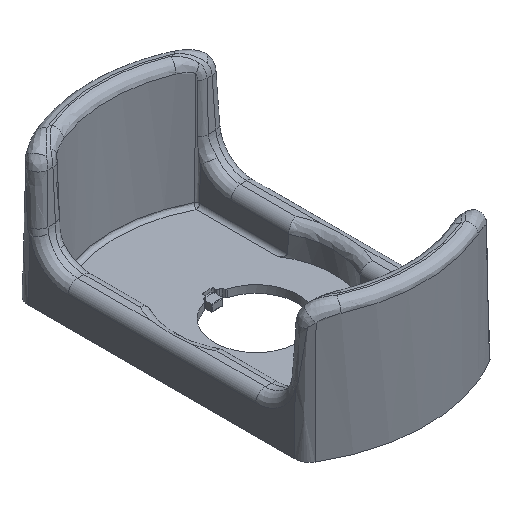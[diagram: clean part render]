
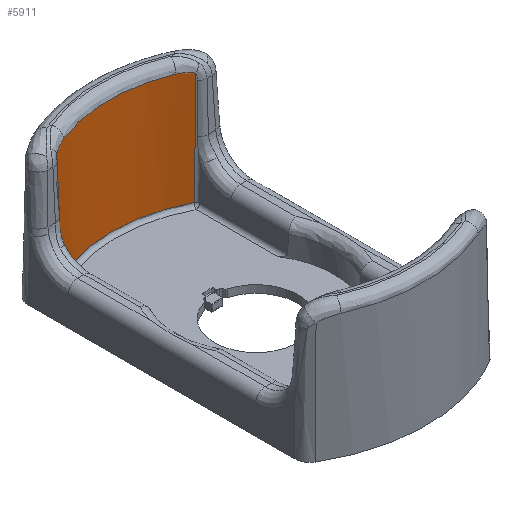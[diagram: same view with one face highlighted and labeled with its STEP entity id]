
A CAD part, isometric view. The second image highlights one B-rep face of the part: STEP entity #5911.
In plain terms, the highlighted free-form (B-spline) face has degree [3, 1] with [4, 2] control points.
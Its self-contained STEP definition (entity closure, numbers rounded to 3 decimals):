
#18 = CARTESIAN_POINT ( 'NONE',  ( 17.49, 33.769, 2.97 ) ) ;
#70 = CARTESIAN_POINT ( 'NONE',  ( 17.785, 33.942, 12.579 ) ) ;
#79 = CARTESIAN_POINT ( 'NONE',  ( -1.275, 38.926, 32.576 ) ) ;
#192 = ORIENTED_EDGE ( 'NONE', *, *, #2328, .F. ) ;
#203 = CARTESIAN_POINT ( 'NONE',  ( -6.002, 37.56, 2.97 ) ) ;
#204 = CARTESIAN_POINT ( 'NONE',  ( 18.111, 34.437, 31.963 ) ) ;
#213 = CARTESIAN_POINT ( 'NONE',  ( -17.833, 34.586, 32.087 ) ) ;
#241 = CARTESIAN_POINT ( 'NONE',  ( 16.958, 35.033, 32.363 ) ) ;
#321 = CARTESIAN_POINT ( 'NONE',  ( 14.823, 35.993, 32.576 ) ) ;
#378 = EDGE_CURVE ( 'NONE', #2829, #3777, #3605, .T. ) ;
#460 = VERTEX_POINT ( 'NONE', #1564 ) ;
#552 = EDGE_CURVE ( 'NONE', #2522, #6422, #5046, .T. ) ;
#625 =( BOUNDED_SURFACE ( )  B_SPLINE_SURFACE ( 3, 1, ( 
 ( #2716, #5835 ),
 ( #1599, #2113 ),
 ( #4601, #3360 ),
 ( #5311, #3961 ) ),
 .UNSPECIFIED., .F., .F., .F. ) 
 B_SPLINE_SURFACE_WITH_KNOTS ( ( 4, 4 ),
 ( 2, 2 ),
 ( 0., 1. ),
 ( 0., 1. ),
 .UNSPECIFIED. ) 
 GEOMETRIC_REPRESENTATION_ITEM ( )  RATIONAL_B_SPLINE_SURFACE ( (
 ( 1., 1.),
 ( 0.92, 0.916),
 ( 0.92, 0.916),
 ( 1., 1.) ) ) 
 REPRESENTATION_ITEM ( '' )  SURFACE ( )  );
#686 = CARTESIAN_POINT ( 'NONE',  ( 9.993, 37.644, 32.576 ) ) ;
#699 = VERTEX_POINT ( 'NONE', #989 ) ;
#738 = CARTESIAN_POINT ( 'NONE',  ( -18.08, 34.116, 22.187 ) ) ;
#942 = B_SPLINE_CURVE_WITH_KNOTS ( 'NONE', 3,
 ( #7359, #738, #3179, #6423 ),
 .UNSPECIFIED., .F., .F.,
 ( 4, 4 ),
 ( 0., 1. ),
 .UNSPECIFIED. ) ;
#989 = CARTESIAN_POINT ( 'NONE',  ( -18.376, 34.289, 31.798 ) ) ;
#1106 = ORIENTED_EDGE ( 'NONE', *, *, #3006, .F. ) ;
#1146 = ORIENTED_EDGE ( 'NONE', *, *, #7361, .T. ) ;
#1287 = CARTESIAN_POINT ( 'NONE',  ( -5.083, 38.614, 32.576 ) ) ;
#1329 = CARTESIAN_POINT ( 'NONE',  ( -2.556, 38.863, 32.576 ) ) ;
#1521 = CARTESIAN_POINT ( 'NONE',  ( 11.951, 36.229, 2.97 ) ) ;
#1564 = CARTESIAN_POINT ( 'NONE',  ( 18.376, 34.289, 31.798 ) ) ;
#1599 = CARTESIAN_POINT ( 'NONE',  ( 6.518, 39.642, 2. ) ) ;
#1802 = CARTESIAN_POINT ( 'NONE',  ( -6.333, 38.429, 32.576 ) ) ;
#1886 = CARTESIAN_POINT ( 'NONE',  ( -14.823, 35.993, 32.576 ) ) ;
#1970 = CARTESIAN_POINT ( 'NONE',  ( 17.255, 34.885, 32.288 ) ) ;
#2042 = CARTESIAN_POINT ( 'NONE',  ( 6.051, 37.553, 2.97 ) ) ;
#2081 = CARTESIAN_POINT ( 'NONE',  ( -3., 37.941, 2.97 ) ) ;
#2113 = CARTESIAN_POINT ( 'NONE',  ( 6.918, 40.799, 35. ) ) ;
#2328 = EDGE_CURVE ( 'NONE', #6422, #460, #6604, .T. ) ;
#2429 = CARTESIAN_POINT ( 'NONE',  ( 18.08, 34.116, 22.189 ) ) ;
#2522 = VERTEX_POINT ( 'NONE', #6281 ) ;
#2653 = CARTESIAN_POINT ( 'NONE',  ( -17.261, 34.882, 32.287 ) ) ;
#2716 = CARTESIAN_POINT ( 'NONE',  ( 18., 33.466, 2. ) ) ;
#2719 = CARTESIAN_POINT ( 'NONE',  ( 1.517, 38.029, 2.97 ) ) ;
#2720 = CARTESIAN_POINT ( 'NONE',  ( 16.061, 35.463, 32.533 ) ) ;
#2729 = CARTESIAN_POINT ( 'NONE',  ( -15.136, 35.865, 32.576 ) ) ;
#2751 = B_SPLINE_CURVE_WITH_KNOTS ( 'NONE', 3,
 ( #7024, #5063, #213, #2653, #3293, #5775, #6952, #6990, #2729, #6873 ),
 .UNSPECIFIED., .F., .F.,
 ( 4, 2, 2, 2, 4 ),
 ( 0., 0.25, 0.5, 0.75, 1. ),
 .UNSPECIFIED. ) ;
#2829 = VERTEX_POINT ( 'NONE', #18 ) ;
#3006 = EDGE_CURVE ( 'NONE', #460, #2829, #6867, .T. ) ;
#3110 = CARTESIAN_POINT ( 'NONE',  ( 18.376, 34.289, 31.798 ) ) ;
#3122 = CARTESIAN_POINT ( 'NONE',  ( 12.439, 36.907, 32.576 ) ) ;
#3167 = CARTESIAN_POINT ( 'NONE',  ( 17.832, 34.586, 32.087 ) ) ;
#3179 = CARTESIAN_POINT ( 'NONE',  ( -17.784, 33.943, 12.577 ) ) ;
#3207 = CARTESIAN_POINT ( 'NONE',  ( 14.777, 35.174, 2.97 ) ) ;
#3247 = CARTESIAN_POINT ( 'NONE',  ( 8.285, 37.124, 2.97 ) ) ;
#3293 = CARTESIAN_POINT ( 'NONE',  ( -16.965, 35.029, 32.362 ) ) ;
#3360 = CARTESIAN_POINT ( 'NONE',  ( -6.918, 40.799, 35. ) ) ;
#3605 = B_SPLINE_CURVE_WITH_KNOTS ( 'NONE', 3,
 ( #6296, #3207, #1521, #3247, #5692, #2042, #4450, #4528, #2719, #5762, #2081, #6897, #203, #4491, #6978, #3965, #6940, #3890 ),
 .UNSPECIFIED., .F., .F.,
 ( 4, 2, 2, 2, 2, 2, 2, 2, 4 ),
 ( 0., 0.25, 0.312, 0.375, 0.5, 0.625, 0.688, 0.75, 1. ),
 .UNSPECIFIED. ) ;
#3723 = CARTESIAN_POINT ( 'NONE',  ( 2.53, 38.927, 32.576 ) ) ;
#3777 = VERTEX_POINT ( 'NONE', #6185 ) ;
#3890 = CARTESIAN_POINT ( 'NONE',  ( -17.49, 33.769, 2.97 ) ) ;
#3961 = CARTESIAN_POINT ( 'NONE',  ( -19., 34.059, 35. ) ) ;
#3965 = CARTESIAN_POINT ( 'NONE',  ( -11.942, 36.233, 2.97 ) ) ;
#4326 = CARTESIAN_POINT ( 'NONE',  ( -10.041, 37.693, 32.576 ) ) ;
#4383 = ORIENTED_EDGE ( 'NONE', *, *, #552, .F. ) ;
#4450 = CARTESIAN_POINT ( 'NONE',  ( 5.294, 37.667, 2.97 ) ) ;
#4491 = CARTESIAN_POINT ( 'NONE',  ( -7.501, 37.29, 2.97 ) ) ;
#4528 = CARTESIAN_POINT ( 'NONE',  ( 3.026, 37.939, 2.97 ) ) ;
#4564 = CARTESIAN_POINT ( 'NONE',  ( 18.376, 34.289, 31.798 ) ) ;
#4601 = CARTESIAN_POINT ( 'NONE',  ( -6.518, 39.642, 2. ) ) ;
#4680 = FACE_OUTER_BOUND ( 'NONE', #7121, .T. ) ;
#4966 = CARTESIAN_POINT ( 'NONE',  ( 13.642, 36.48, 32.576 ) ) ;
#5046 = B_SPLINE_CURVE_WITH_KNOTS ( 'NONE', 3,
 ( #1886, #7295, #4326, #1802, #1287, #1329, #79, #3723, #6173, #7934, #686, #3122, #4966, #7414 ),
 .UNSPECIFIED., .F., .F.,
 ( 4, 2, 2, 2, 2, 2, 4 ),
 ( 0., 0.25, 0.375, 0.5, 0.75, 0.875, 1. ),
 .UNSPECIFIED. ) ;
#5063 = CARTESIAN_POINT ( 'NONE',  ( -18.111, 34.437, 31.963 ) ) ;
#5203 = ORIENTED_EDGE ( 'NONE', *, *, #6538, .F. ) ;
#5311 = CARTESIAN_POINT ( 'NONE',  ( -18., 33.466, 2. ) ) ;
#5692 = CARTESIAN_POINT ( 'NONE',  ( 7.545, 37.281, 2.97 ) ) ;
#5762 = CARTESIAN_POINT ( 'NONE',  ( -1.496, 38.03, 2.97 ) ) ;
#5775 = CARTESIAN_POINT ( 'NONE',  ( -16.363, 35.318, 32.476 ) ) ;
#5835 = CARTESIAN_POINT ( 'NONE',  ( 19., 34.059, 35. ) ) ;
#5911 = ADVANCED_FACE ( 'NONE', ( #4680 ), #625, .F. ) ;
#6173 = CARTESIAN_POINT ( 'NONE',  ( 5.038, 38.682, 32.576 ) ) ;
#6185 = CARTESIAN_POINT ( 'NONE',  ( -17.49, 33.769, 2.97 ) ) ;
#6255 = CARTESIAN_POINT ( 'NONE',  ( 15.448, 35.736, 32.576 ) ) ;
#6281 = CARTESIAN_POINT ( 'NONE',  ( -14.823, 35.993, 32.576 ) ) ;
#6296 = CARTESIAN_POINT ( 'NONE',  ( 17.49, 33.769, 2.97 ) ) ;
#6422 = VERTEX_POINT ( 'NONE', #321 ) ;
#6423 = CARTESIAN_POINT ( 'NONE',  ( -17.49, 33.769, 2.97 ) ) ;
#6538 = EDGE_CURVE ( 'NONE', #699, #2522, #2751, .T. ) ;
#6604 = B_SPLINE_CURVE_WITH_KNOTS ( 'NONE', 3,
 ( #6738, #6255, #2720, #241, #1970, #3167, #204, #4564 ),
 .UNSPECIFIED., .F., .F.,
 ( 4, 2, 2, 4 ),
 ( 0., 0.5, 0.75, 1. ),
 .UNSPECIFIED. ) ;
#6738 = CARTESIAN_POINT ( 'NONE',  ( 14.823, 35.993, 32.576 ) ) ;
#6761 = CARTESIAN_POINT ( 'NONE',  ( 17.49, 33.769, 2.97 ) ) ;
#6867 = B_SPLINE_CURVE_WITH_KNOTS ( 'NONE', 3,
 ( #3110, #2429, #70, #6761 ),
 .UNSPECIFIED., .F., .F.,
 ( 4, 4 ),
 ( 0., 1. ),
 .UNSPECIFIED. ) ;
#6873 = CARTESIAN_POINT ( 'NONE',  ( -14.823, 35.993, 32.576 ) ) ;
#6897 = CARTESIAN_POINT ( 'NONE',  ( -5.252, 37.673, 2.97 ) ) ;
#6940 = CARTESIAN_POINT ( 'NONE',  ( -14.777, 35.174, 2.97 ) ) ;
#6952 = CARTESIAN_POINT ( 'NONE',  ( -16.059, 35.459, 32.515 ) ) ;
#6978 = CARTESIAN_POINT ( 'NONE',  ( -8.25, 37.132, 2.97 ) ) ;
#6990 = CARTESIAN_POINT ( 'NONE',  ( -15.446, 35.732, 32.565 ) ) ;
#7024 = CARTESIAN_POINT ( 'NONE',  ( -18.376, 34.289, 31.798 ) ) ;
#7121 = EDGE_LOOP ( 'NONE', ( #7605, #1106, #192, #4383, #5203, #1146 ) ) ;
#7295 = CARTESIAN_POINT ( 'NONE',  ( -12.46, 36.967, 32.576 ) ) ;
#7359 = CARTESIAN_POINT ( 'NONE',  ( -18.376, 34.289, 31.798 ) ) ;
#7361 = EDGE_CURVE ( 'NONE', #699, #3777, #942, .T. ) ;
#7414 = CARTESIAN_POINT ( 'NONE',  ( 14.823, 35.993, 32.576 ) ) ;
#7605 = ORIENTED_EDGE ( 'NONE', *, *, #378, .F. ) ;
#7934 = CARTESIAN_POINT ( 'NONE',  ( 8.758, 37.95, 32.576 ) ) ;
